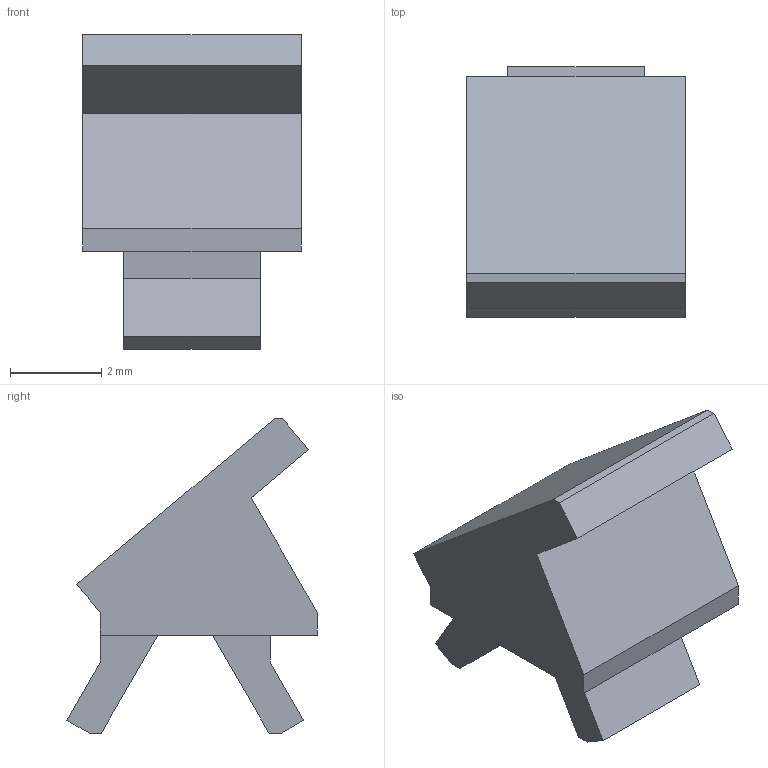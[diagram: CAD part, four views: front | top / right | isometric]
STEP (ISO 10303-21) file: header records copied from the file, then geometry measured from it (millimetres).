
FILE_DESCRIPTION(('CATIA V5 STEP Exchange','CAx-IF Rec.Pracs.--- Model Styling and Organization---1.4--- 2014-01-23'),'2;1');
FILE_NAME ('011806-8_0_1341620000_1341620000.stp','2021-12-14T10:57:31+00:00',('none'),('Weidmueller'),'CATIA Version 5-6 Release 2016 SP3 HF44','CATIA V5 STEP AP214','none');
FILE_SCHEMA(('AUTOMOTIVE_DESIGN { 1 0 10303 214 1 1 1 1 }'));
Length unit declared in the file: millimetre
Products named in the file (1): 54701_DEK_5X5_S
Bounding box: 4.8 x 5.5 x 6.9 mm (x, y, z)
Volume: 78 mm3; surface area: 145.8 mm2
Topology: 1 solids, 1 shells, 24 faces, 63 edges, 42 vertices
Faces by surface type: plane 24
Entity records: 733 total; most frequent: CARTESIAN_POINT 127, ORIENTED_EDGE 126, DIRECTION 105, VECTOR 63, EDGE_CURVE 63, LINE 63, VERTEX_POINT 42, EDGE_LOOP 25
